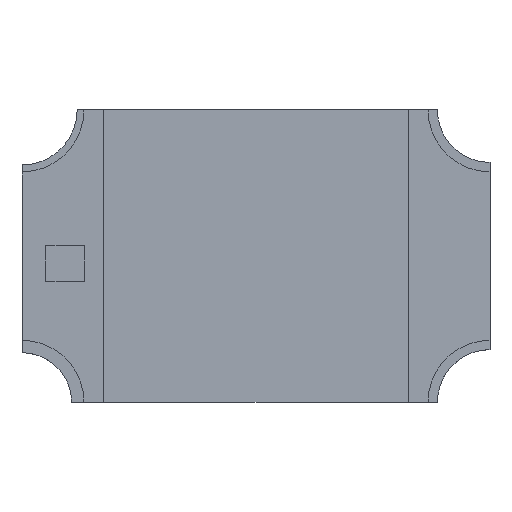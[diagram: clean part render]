
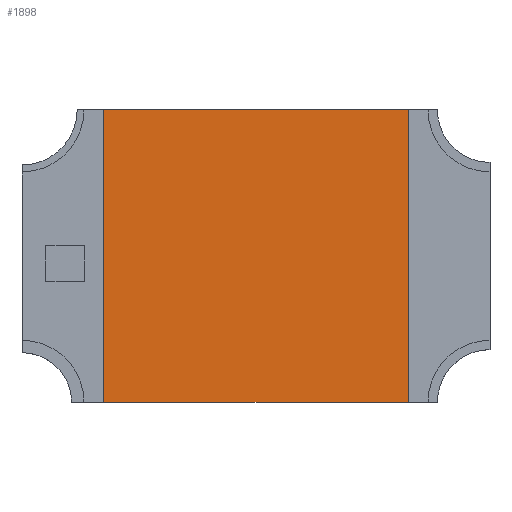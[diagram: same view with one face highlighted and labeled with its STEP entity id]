
A CAD part, top view. The second image highlights one B-rep face of the part: STEP entity #1898.
In plain terms, the highlighted planar face has unit normal (0, 0, 1).
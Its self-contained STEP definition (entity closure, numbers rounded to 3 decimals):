
#140=PLANE('',#2069);
#253=FACE_OUTER_BOUND('',#373,.T.);
#373=EDGE_LOOP('',(#1745,#1746,#1747,#1748));
#579=LINE('',#3078,#799);
#582=LINE('',#3084,#802);
#585=LINE('',#3090,#805);
#588=LINE('',#3094,#808);
#799=VECTOR('',#2545,10.);
#802=VECTOR('',#2550,10.);
#805=VECTOR('',#2555,10.);
#808=VECTOR('',#2560,10.);
#1007=VERTEX_POINT('',#3075);
#1008=VERTEX_POINT('',#3077);
#1010=VERTEX_POINT('',#3083);
#1012=VERTEX_POINT('',#3089);
#1251=EDGE_CURVE('',#1008,#1007,#579,.T.);
#1254=EDGE_CURVE('',#1010,#1008,#582,.T.);
#1257=EDGE_CURVE('',#1012,#1010,#585,.T.);
#1260=EDGE_CURVE('',#1007,#1012,#588,.T.);
#1745=ORIENTED_EDGE('',*,*,#1260,.T.);
#1746=ORIENTED_EDGE('',*,*,#1257,.T.);
#1747=ORIENTED_EDGE('',*,*,#1254,.T.);
#1748=ORIENTED_EDGE('',*,*,#1251,.T.);
#1898=ADVANCED_FACE('',(#253),#140,.T.);
#2069=AXIS2_PLACEMENT_3D('',#3095,#2561,#2562);
#2545=DIRECTION('',(1.,0.,0.));
#2550=DIRECTION('',(0.,-1.,0.));
#2555=DIRECTION('',(-1.,0.,0.));
#2560=DIRECTION('',(0.,1.,0.));
#2561=DIRECTION('center_axis',(0.,0.,1.));
#2562=DIRECTION('ref_axis',(1.,0.,0.));
#3075=CARTESIAN_POINT('',(0.65,-0.625,0.43));
#3077=CARTESIAN_POINT('',(-0.65,-0.625,0.43));
#3078=CARTESIAN_POINT('',(-0.65,-0.625,0.43));
#3083=CARTESIAN_POINT('',(-0.65,0.625,0.43));
#3084=CARTESIAN_POINT('',(-0.65,0.625,0.43));
#3089=CARTESIAN_POINT('',(0.65,0.625,0.43));
#3090=CARTESIAN_POINT('',(0.65,0.625,0.43));
#3094=CARTESIAN_POINT('',(0.65,-0.625,0.43));
#3095=CARTESIAN_POINT('Origin',(0.,0.,0.43));
